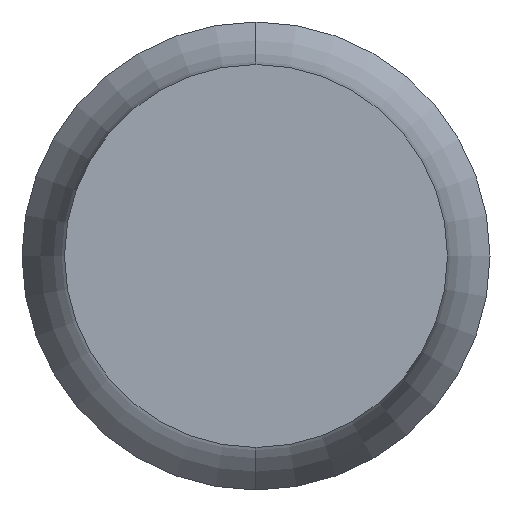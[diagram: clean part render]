
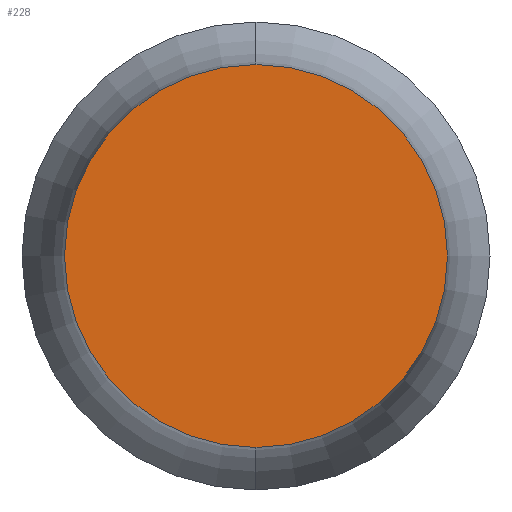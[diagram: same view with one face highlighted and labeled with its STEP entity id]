
A CAD part, left-side view. The second image highlights one B-rep face of the part: STEP entity #228.
In plain terms, the highlighted planar face has unit normal (-1, 0, 0).
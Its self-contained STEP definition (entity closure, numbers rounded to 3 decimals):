
#3 = ORIENTED_EDGE ( 'NONE', *, *, #210, .T. ) ;
#9 = DIRECTION ( 'NONE',  ( -1., 0., 0. ) ) ;
#26 = CARTESIAN_POINT ( 'NONE',  ( -102.359, -12., 83.342 ) ) ;
#34 = VERTEX_POINT ( 'NONE', #43 ) ;
#42 = CARTESIAN_POINT ( 'NONE',  ( -102.359, -12., 77.942 ) ) ;
#43 = CARTESIAN_POINT ( 'NONE',  ( -102.359, -12., 72.542 ) ) ;
#60 = DIRECTION ( 'NONE',  ( 0., 0., 1. ) ) ;
#83 = DIRECTION ( 'NONE',  ( 0., 0., 1. ) ) ;
#87 = FACE_OUTER_BOUND ( 'NONE', #171, .T. ) ;
#91 = DIRECTION ( 'NONE',  ( -1., 0., 0. ) ) ;
#95 = CIRCLE ( 'NONE', #252, 5.4 ) ;
#121 = VERTEX_POINT ( 'NONE', #26 ) ;
#137 = DIRECTION ( 'NONE',  ( -1., 0., 0. ) ) ;
#159 = CARTESIAN_POINT ( 'NONE',  ( -102.359, -12., 77.942 ) ) ;
#171 = EDGE_LOOP ( 'NONE', ( #3, #268 ) ) ;
#207 = DIRECTION ( 'NONE',  ( 0., 0., 1. ) ) ;
#208 = PLANE ( 'NONE',  #241 ) ;
#210 = EDGE_CURVE ( 'NONE', #34, #121, #264, .T. ) ;
#228 = ADVANCED_FACE ( 'NONE', ( #87 ), #208, .T. ) ;
#237 = EDGE_CURVE ( 'NONE', #121, #34, #95, .T. ) ;
#241 = AXIS2_PLACEMENT_3D ( 'NONE', #159, #91, #83 ) ;
#252 = AXIS2_PLACEMENT_3D ( 'NONE', #287, #137, #60 ) ;
#263 = AXIS2_PLACEMENT_3D ( 'NONE', #42, #9, #207 ) ;
#264 = CIRCLE ( 'NONE', #263, 5.4 ) ;
#268 = ORIENTED_EDGE ( 'NONE', *, *, #237, .T. ) ;
#287 = CARTESIAN_POINT ( 'NONE',  ( -102.359, -12., 77.942 ) ) ;
